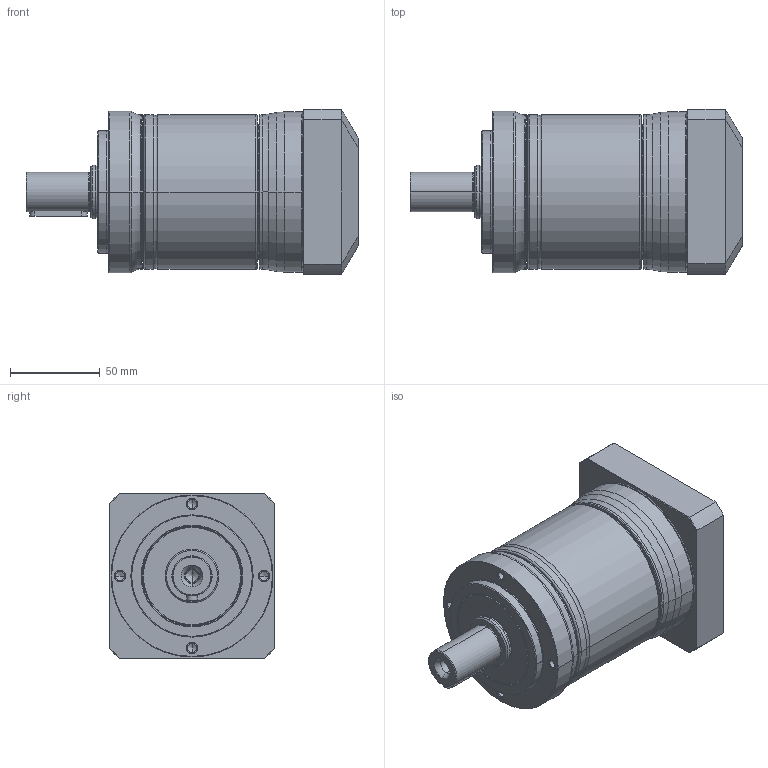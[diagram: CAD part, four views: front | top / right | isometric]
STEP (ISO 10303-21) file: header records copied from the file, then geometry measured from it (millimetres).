
FILE_DESCRIPTION((''),'2;1');
FILE_NAME('PE2-090_2ST_19-P0411400101_ASM','2016-04-29T',('d00435'),(''),'PRO/ENGINEER BY PARAMETRIC TECHNOLOGY CORPORATION, 2008410','PRO/ENGINEER BY PARAMETRIC TECHNOLOGY CORPORATION, 2008410','');
FILE_SCHEMA(('CONFIG_CONTROL_DESIGN'));
Length unit declared in the file: millimetre
Products named in the file (9): P1323310001; P0251300001; P1324300101; P0350301001; P0941301001; P0503400008; P0411400101; P1702500001; PE2-090_2ST_19-P0411400101_ASM
Assembly tree (8 placements, depth 2):
  PE2-090_2ST_19-P0411400101_ASM
    P1323310001
    P0251300001
    P1324300101
    P0350301001
    P0941301001
    P0503400008
    P0411400101
    P1702500001
Bounding box: 184.5 x 92 x 92 mm (x, y, z)
Volume: 664276.2 mm3; surface area: 154443.5 mm2
Topology: 8 solids, 22 shells, 534 faces, 1191 edges, 704 vertices
Faces by surface type: cylinder 170, cone 144, torus 104, plane 98, bspline 18
Entity records: 19696 total; most frequent: CARTESIAN_POINT 7502, DIRECTION 2813, ORIENTED_EDGE 2254, AXIS2_PLACEMENT_3D 1218, EDGE_CURVE 1155, VERTEX_POINT 704, CIRCLE 675, EDGE_LOOP 617
